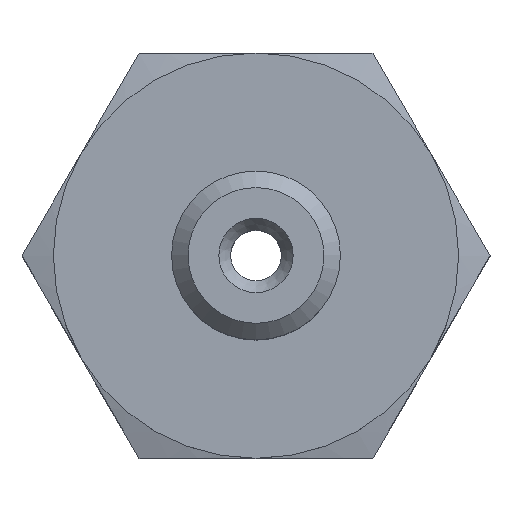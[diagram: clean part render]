
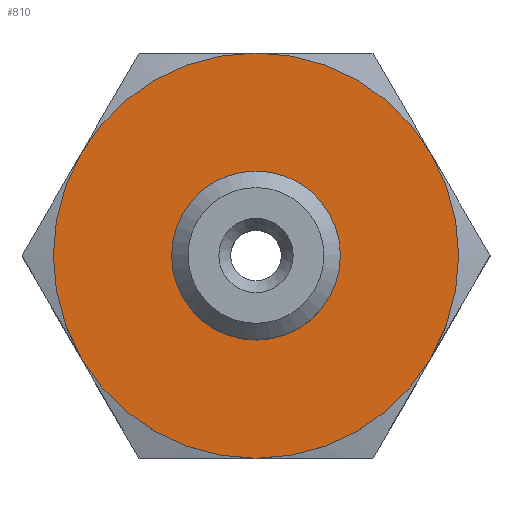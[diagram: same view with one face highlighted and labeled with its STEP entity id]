
A CAD part, top view. The second image highlights one B-rep face of the part: STEP entity #810.
In plain terms, the highlighted planar face has unit normal (0, 0, 1).
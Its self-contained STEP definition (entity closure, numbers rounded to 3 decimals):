
#53=PLANE('',#874);
#73=CIRCLE('',#873,2.5);
#74=CIRCLE('',#875,6.);
#171=ORIENTED_EDGE('',*,*,#266,.F.);
#172=ORIENTED_EDGE('',*,*,#265,.T.);
#265=EDGE_CURVE('',#317,#317,#73,.T.);
#266=EDGE_CURVE('',#318,#318,#74,.T.);
#317=VERTEX_POINT('',#1245);
#318=VERTEX_POINT('',#1248);
#386=EDGE_LOOP('',(#171));
#387=EDGE_LOOP('',(#172));
#450=FACE_BOUND('',#386,.T.);
#451=FACE_BOUND('',#387,.T.);
#810=ADVANCED_FACE('',(#450,#451),#53,.F.);
#873=AXIS2_PLACEMENT_3D('',#1244,#996,#997);
#874=AXIS2_PLACEMENT_3D('',#1246,#998,#999);
#875=AXIS2_PLACEMENT_3D('',#1247,#1000,#1001);
#996=DIRECTION('',(0.,0.,-1.));
#997=DIRECTION('',(-1.,0.,0.));
#998=DIRECTION('',(0.,0.,-1.));
#999=DIRECTION('',(-1.,0.,0.));
#1000=DIRECTION('',(0.,0.,-1.));
#1001=DIRECTION('',(-1.,0.,0.));
#1244=CARTESIAN_POINT('',(0.,0.,0.));
#1245=CARTESIAN_POINT('',(-2.5,0.,0.));
#1246=CARTESIAN_POINT('',(0.,0.,0.));
#1247=CARTESIAN_POINT('',(0.,0.,0.));
#1248=CARTESIAN_POINT('',(-6.,0.,0.));
